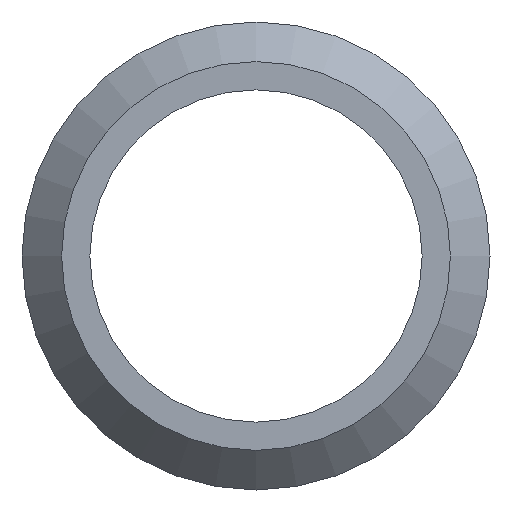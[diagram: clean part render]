
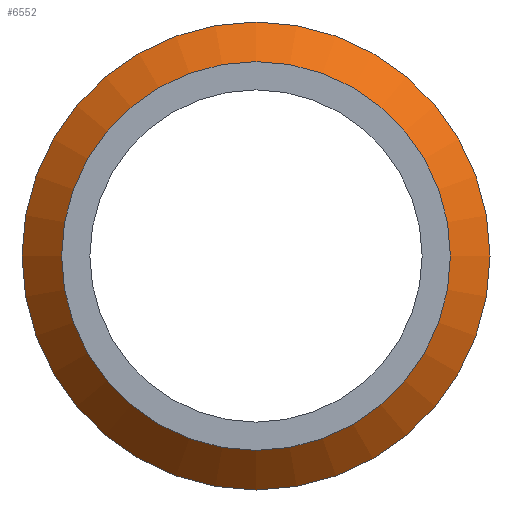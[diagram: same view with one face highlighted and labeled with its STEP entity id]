
A CAD part, left-side view. The second image highlights one B-rep face of the part: STEP entity #6552.
In plain terms, the highlighted conical face has half-angle 45 degrees and reference radius 21.485 mm.
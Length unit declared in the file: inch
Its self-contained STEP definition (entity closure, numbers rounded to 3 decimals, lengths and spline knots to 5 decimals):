
#15=CONICAL_SURFACE('',#7013,0.84585,0.785);
#758=FACE_OUTER_BOUND('',#1154,.T.);
#1154=EDGE_LOOP('',(#6082,#6083,#6084,#6085,#6086,#6087));
#1362=CIRCLE('',#7014,0.924);
#1363=CIRCLE('',#7015,0.924);
#1364=CIRCLE('',#7016,0.7677);
#1365=CIRCLE('',#7017,0.7677);
#1826=LINE('',#14497,#2276);
#2276=VECTOR('',#8355,0.84585);
#3200=VERTEX_POINT('',#14492);
#3201=VERTEX_POINT('',#14493);
#3202=VERTEX_POINT('',#14496);
#3203=VERTEX_POINT('',#14498);
#4168=EDGE_CURVE('',#3200,#3201,#1362,.T.);
#4169=EDGE_CURVE('',#3201,#3200,#1363,.T.);
#4170=EDGE_CURVE('',#3201,#3202,#1826,.T.);
#4171=EDGE_CURVE('',#3202,#3203,#1364,.T.);
#4172=EDGE_CURVE('',#3203,#3202,#1365,.T.);
#6082=ORIENTED_EDGE('',*,*,#4168,.F.);
#6083=ORIENTED_EDGE('',*,*,#4169,.F.);
#6084=ORIENTED_EDGE('',*,*,#4170,.T.);
#6085=ORIENTED_EDGE('',*,*,#4171,.T.);
#6086=ORIENTED_EDGE('',*,*,#4172,.T.);
#6087=ORIENTED_EDGE('',*,*,#4170,.F.);
#6552=ADVANCED_FACE('',(#758),#15,.T.);
#7013=AXIS2_PLACEMENT_3D('',#14491,#8349,#8350);
#7014=AXIS2_PLACEMENT_3D('',#14494,#8351,#8352);
#7015=AXIS2_PLACEMENT_3D('',#14495,#8353,#8354);
#7016=AXIS2_PLACEMENT_3D('',#14499,#8356,#8357);
#7017=AXIS2_PLACEMENT_3D('',#14500,#8358,#8359);
#8349=DIRECTION('center_axis',(1.,0.,0.));
#8350=DIRECTION('ref_axis',(0.,1.,0.));
#8351=DIRECTION('center_axis',(1.,0.,0.));
#8352=DIRECTION('ref_axis',(0.,1.,0.));
#8353=DIRECTION('center_axis',(1.,0.,0.));
#8354=DIRECTION('ref_axis',(0.,1.,0.));
#8355=DIRECTION('',(-0.707,0.707,0.));
#8356=DIRECTION('center_axis',(1.,0.,0.));
#8357=DIRECTION('ref_axis',(0.,1.,0.));
#8358=DIRECTION('center_axis',(1.,0.,0.));
#8359=DIRECTION('ref_axis',(0.,1.,0.));
#14491=CARTESIAN_POINT('Origin',(0.07815,0.,
0.));
#14492=CARTESIAN_POINT('',(0.1563,0.924,0.));
#14493=CARTESIAN_POINT('',(0.1563,-0.924,0.));
#14494=CARTESIAN_POINT('Origin',(0.1563,0.,0.));
#14495=CARTESIAN_POINT('Origin',(0.1563,0.,0.));
#14496=CARTESIAN_POINT('',(0.,-0.7677,0.));
#14497=CARTESIAN_POINT('',(0.07815,-0.84585,0.));
#14498=CARTESIAN_POINT('',(0.,0.7677,0.));
#14499=CARTESIAN_POINT('Origin',(0.,0.,
0.));
#14500=CARTESIAN_POINT('Origin',(0.,0.,
0.));
